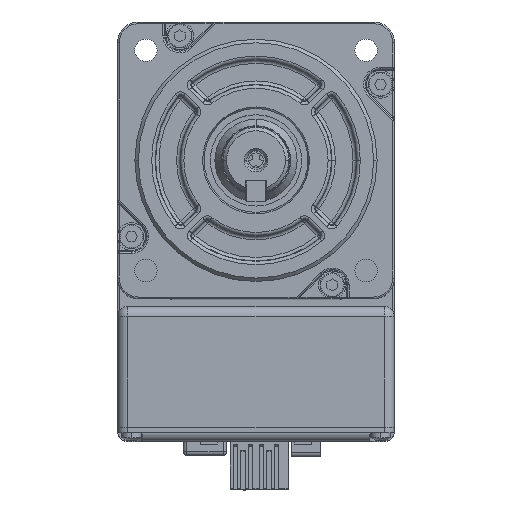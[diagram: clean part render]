
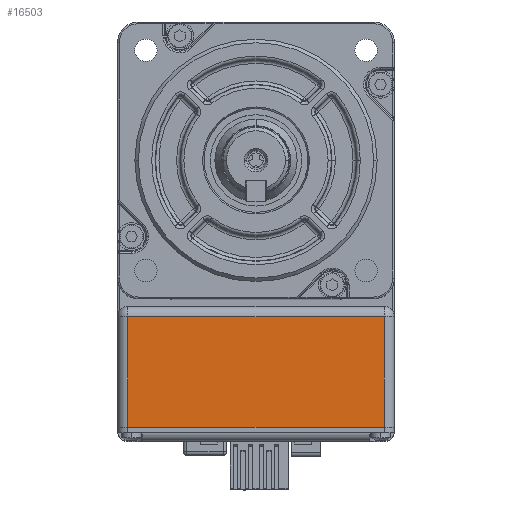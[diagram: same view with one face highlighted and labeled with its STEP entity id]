
A CAD part, top view. The second image highlights one B-rep face of the part: STEP entity #16503.
In plain terms, the highlighted planar face has unit normal (0, 0, 1).
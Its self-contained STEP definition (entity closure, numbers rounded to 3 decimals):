
#1044 = EDGE_CURVE ( 'NONE', #79627, #6070, #15041, .T. ) ;
#6070 = VERTEX_POINT ( 'NONE', #60415 ) ;
#8452 = VECTOR ( 'NONE', #36315, 1000. ) ;
#9160 = VECTOR ( 'NONE', #61523, 1000. ) ;
#11395 = EDGE_CURVE ( 'NONE', #77872, #40355, #29973, .T. ) ;
#11732 = DIRECTION ( 'NONE',  ( 0., 1., 0. ) ) ;
#12315 = CARTESIAN_POINT ( 'NONE',  ( 44.277, -4.051, 44.657 ) ) ;
#13627 = CARTESIAN_POINT ( 'NONE',  ( -29.723, -4.051, 44.657 ) ) ;
#13873 = CARTESIAN_POINT ( 'NONE',  ( 7.277, 20.949, 44.657 ) ) ;
#14986 = EDGE_CURVE ( 'NONE', #40355, #79627, #63428, .T. ) ;
#15041 = LINE ( 'NONE', #55780, #49092 ) ;
#16503 = ADVANCED_FACE ( 'NONE', ( #39753 ), #47821, .T. ) ;
#17449 = CARTESIAN_POINT ( 'NONE',  ( 44.277, -4.051, 44.657 ) ) ;
#29010 = DIRECTION ( 'NONE',  ( 0., -1., 0. ) ) ;
#29966 = ORIENTED_EDGE ( 'NONE', *, *, #81446, .T. ) ;
#29973 = LINE ( 'NONE', #12315, #55474 ) ;
#30807 = LINE ( 'NONE', #37196, #8452 ) ;
#36315 = DIRECTION ( 'NONE',  ( 1., 0., 0. ) ) ;
#37196 = CARTESIAN_POINT ( 'NONE',  ( 7.277, -36.051, 44.657 ) ) ;
#39753 = FACE_OUTER_BOUND ( 'NONE', #54685, .T. ) ;
#40083 = CARTESIAN_POINT ( 'NONE',  ( -29.723, -4.051, 44.657 ) ) ;
#40355 = VERTEX_POINT ( 'NONE', #17449 ) ;
#42185 = DIRECTION ( 'NONE',  ( 0., 1., 0. ) ) ;
#45733 = ORIENTED_EDGE ( 'NONE', *, *, #1044, .T. ) ;
#47821 = PLANE ( 'NONE',  #68169 ) ;
#49092 = VECTOR ( 'NONE', #29010, 1000. ) ;
#52696 = ORIENTED_EDGE ( 'NONE', *, *, #11395, .T. ) ;
#54685 = EDGE_LOOP ( 'NONE', ( #67564, #45733, #29966, #52696 ) ) ;
#55474 = VECTOR ( 'NONE', #11732, 1000. ) ;
#55488 = DIRECTION ( 'NONE',  ( 0., 0., 1. ) ) ;
#55780 = CARTESIAN_POINT ( 'NONE',  ( -29.723, -36.051, 44.657 ) ) ;
#60415 = CARTESIAN_POINT ( 'NONE',  ( -29.723, -36.051, 44.657 ) ) ;
#61523 = DIRECTION ( 'NONE',  ( -1., 0., 0. ) ) ;
#63428 = LINE ( 'NONE', #13627, #9160 ) ;
#67564 = ORIENTED_EDGE ( 'NONE', *, *, #14986, .T. ) ;
#68169 = AXIS2_PLACEMENT_3D ( 'NONE', #13873, #55488, #42185 ) ;
#77872 = VERTEX_POINT ( 'NONE', #86491 ) ;
#79627 = VERTEX_POINT ( 'NONE', #40083 ) ;
#81446 = EDGE_CURVE ( 'NONE', #6070, #77872, #30807, .T. ) ;
#86491 = CARTESIAN_POINT ( 'NONE',  ( 44.277, -36.051, 44.657 ) ) ;
